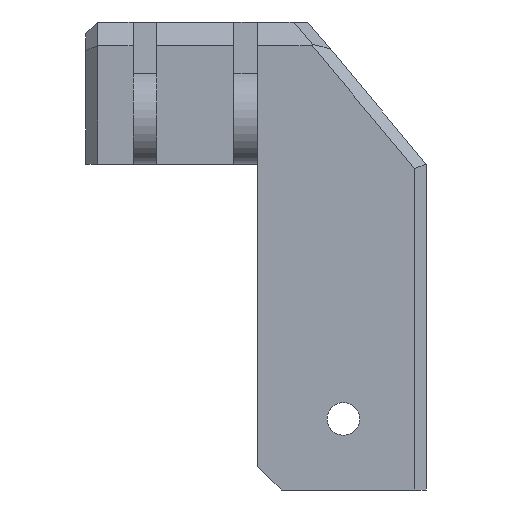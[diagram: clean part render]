
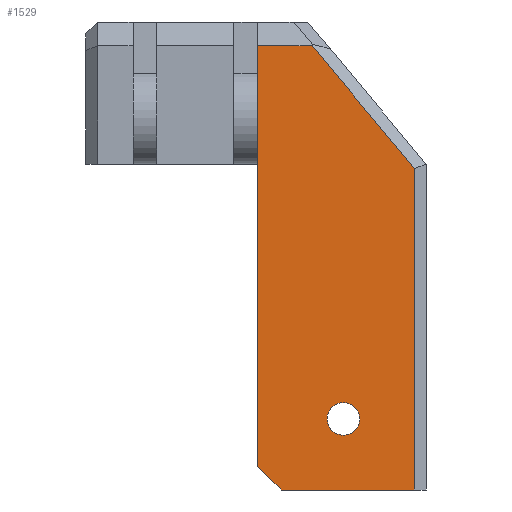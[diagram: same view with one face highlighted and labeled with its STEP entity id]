
A CAD part, front view. The second image highlights one B-rep face of the part: STEP entity #1529.
In plain terms, the highlighted planar face has unit normal (0, -1, 0).
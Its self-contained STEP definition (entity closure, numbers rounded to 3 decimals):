
#36=FACE_BOUND('',#233,.T.);
#74=PLANE('',#1647);
#137=FACE_OUTER_BOUND('',#232,.T.);
#232=EDGE_LOOP('',(#1219,#1220,#1221,#1222,#1223,#1224,#1225));
#233=EDGE_LOOP('',(#1226,#1227));
#329=LINE('',#2241,#498);
#341=LINE('',#2266,#510);
#345=LINE('',#2271,#514);
#390=LINE('',#2398,#559);
#393=LINE('',#2404,#562);
#394=LINE('',#2406,#563);
#395=LINE('',#2407,#564);
#498=VECTOR('',#1791,10.);
#510=VECTOR('',#1809,10.);
#514=VECTOR('',#1815,10.);
#559=VECTOR('',#1924,10.);
#562=VECTOR('',#1929,10.);
#563=VECTOR('',#1930,10.);
#564=VECTOR('',#1931,10.);
#657=CIRCLE('',#1648,2.75);
#658=CIRCLE('',#1649,2.75);
#713=VERTEX_POINT('',#2238);
#714=VERTEX_POINT('',#2240);
#723=VERTEX_POINT('',#2264);
#724=VERTEX_POINT('',#2265);
#774=VERTEX_POINT('',#2397);
#776=VERTEX_POINT('',#2403);
#777=VERTEX_POINT('',#2405);
#778=VERTEX_POINT('',#2408);
#779=VERTEX_POINT('',#2409);
#868=EDGE_CURVE('',#713,#714,#329,.T.);
#880=EDGE_CURVE('',#723,#724,#341,.T.);
#884=EDGE_CURVE('',#724,#713,#345,.T.);
#947=EDGE_CURVE('',#714,#774,#390,.T.);
#950=EDGE_CURVE('',#776,#723,#393,.T.);
#951=EDGE_CURVE('',#776,#777,#394,.T.);
#952=EDGE_CURVE('',#777,#774,#395,.T.);
#953=EDGE_CURVE('',#778,#779,#657,.T.);
#954=EDGE_CURVE('',#779,#778,#658,.T.);
#1219=ORIENTED_EDGE('',*,*,#880,.F.);
#1220=ORIENTED_EDGE('',*,*,#950,.F.);
#1221=ORIENTED_EDGE('',*,*,#951,.T.);
#1222=ORIENTED_EDGE('',*,*,#952,.T.);
#1223=ORIENTED_EDGE('',*,*,#947,.F.);
#1224=ORIENTED_EDGE('',*,*,#868,.F.);
#1225=ORIENTED_EDGE('',*,*,#884,.F.);
#1226=ORIENTED_EDGE('',*,*,#953,.T.);
#1227=ORIENTED_EDGE('',*,*,#954,.T.);
#1529=ADVANCED_FACE('',(#137,#36),#74,.T.);
#1647=AXIS2_PLACEMENT_3D('',#2402,#1927,#1928);
#1648=AXIS2_PLACEMENT_3D('',#2410,#1932,#1933);
#1649=AXIS2_PLACEMENT_3D('',#2411,#1934,#1935);
#1791=DIRECTION('',(-1.,0.,0.));
#1809=DIRECTION('',(0.64,0.,-0.768));
#1815=DIRECTION('',(0.,0.,-1.));
#1924=DIRECTION('',(-0.707,0.,0.707));
#1927=DIRECTION('center_axis',(0.,-1.,0.));
#1928=DIRECTION('ref_axis',(0.,0.,-1.));
#1929=DIRECTION('',(1.,0.,0.));
#1930=DIRECTION('',(0.,0.,-1.));
#1931=DIRECTION('',(0.,0.,-1.));
#1932=DIRECTION('center_axis',(0.,1.,0.));
#1933=DIRECTION('ref_axis',(0.,0.,-1.));
#1934=DIRECTION('center_axis',(0.,1.,0.));
#1935=DIRECTION('ref_axis',(0.,0.,-1.));
#2238=CARTESIAN_POINT('',(37.,-14.,-43.));
#2240=CARTESIAN_POINT('',(14.5,-14.,-43.));
#2241=CARTESIAN_POINT('',(39.,-14.,-43.));
#2264=CARTESIAN_POINT('',(19.73,-14.,32.));
#2265=CARTESIAN_POINT('',(37.,-14.,11.276));
#2266=CARTESIAN_POINT('',(19.554,-14.,32.211));
#2271=CARTESIAN_POINT('',(37.,-14.,22.));
#2397=CARTESIAN_POINT('',(10.5,-14.,-39.));
#2398=CARTESIAN_POINT('',(-8.875,-14.,-19.625));
#2402=CARTESIAN_POINT('Origin',(0.,-14.,32.));
#2403=CARTESIAN_POINT('',(10.5,-14.,32.));
#2404=CARTESIAN_POINT('',(0.,-14.,32.));
#2405=CARTESIAN_POINT('',(10.5,-14.,12.));
#2406=CARTESIAN_POINT('',(10.5,-14.,28.));
#2407=CARTESIAN_POINT('',(10.5,-14.,12.));
#2408=CARTESIAN_POINT('',(25.,-14.,-33.75));
#2409=CARTESIAN_POINT('',(25.,-14.,-28.25));
#2410=CARTESIAN_POINT('Origin',(25.,-14.,-31.));
#2411=CARTESIAN_POINT('Origin',(25.,-14.,-31.));
